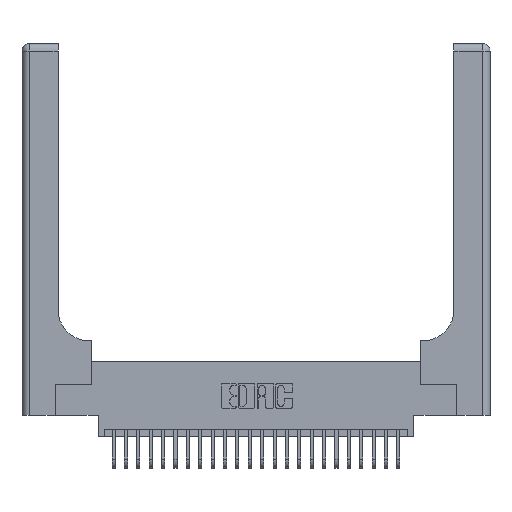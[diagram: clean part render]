
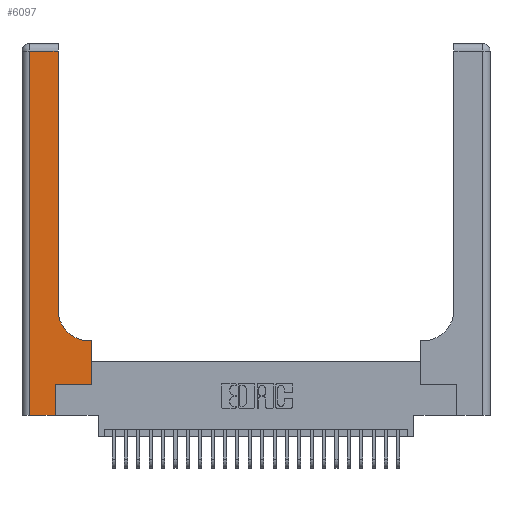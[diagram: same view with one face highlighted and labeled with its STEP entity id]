
A CAD part, top view. The second image highlights one B-rep face of the part: STEP entity #6097.
In plain terms, the highlighted planar face has unit normal (0, 0, 1).
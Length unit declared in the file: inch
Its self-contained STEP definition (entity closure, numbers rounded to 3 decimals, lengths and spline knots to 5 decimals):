
#62 = DIRECTION ( 'NONE',  ( 0., -1., 0. ) ) ;
#102 = CIRCLE ( 'NONE', #21805, 0.25 ) ;
#658 = ORIENTED_EDGE ( 'NONE', *, *, #5192, .T. ) ;
#1209 = LINE ( 'NONE', #10312, #21280 ) ;
#1508 = VERTEX_POINT ( 'NONE', #10424 ) ;
#1542 = ORIENTED_EDGE ( 'NONE', *, *, #17310, .T. ) ;
#1569 = DIRECTION ( 'NONE',  ( 0., 0., -1. ) ) ;
#1655 = LINE ( 'NONE', #12719, #21697 ) ;
#2914 = CARTESIAN_POINT ( 'NONE',  ( 0.2915, 0.6, 0.37 ) ) ;
#3066 = DIRECTION ( 'NONE',  ( 1., 0., 0. ) ) ;
#3243 = ORIENTED_EDGE ( 'NONE', *, *, #19616, .T. ) ;
#3418 = CARTESIAN_POINT ( 'NONE',  ( 0.269, 0., 0.37 ) ) ;
#3494 = CARTESIAN_POINT ( 'NONE',  ( 0., 3., 0.37 ) ) ;
#4684 = DIRECTION ( 'NONE',  ( 0., 0., -1. ) ) ;
#5142 = CARTESIAN_POINT ( 'NONE',  ( 0.269, 0.25, 0.37 ) ) ;
#5192 = EDGE_CURVE ( 'NONE', #11886, #20897, #1655, .T. ) ;
#5595 = ORIENTED_EDGE ( 'NONE', *, *, #8285, .T. ) ;
#6097 = ADVANCED_FACE ( 'NONE', ( #9000 ), #13718, .F. ) ;
#6115 = ORIENTED_EDGE ( 'NONE', *, *, #16182, .T. ) ;
#7348 = EDGE_CURVE ( 'NONE', #13925, #1508, #1209, .T. ) ;
#7856 = ORIENTED_EDGE ( 'NONE', *, *, #12331, .T. ) ;
#8198 = DIRECTION ( 'NONE',  ( -1., 0., 0. ) ) ;
#8285 = EDGE_CURVE ( 'NONE', #25302, #14880, #8568, .T. ) ;
#8507 = CARTESIAN_POINT ( 'NONE',  ( 0.2915, 0.85, 0.37 ) ) ;
#8568 = LINE ( 'NONE', #5142, #23070 ) ;
#9000 = FACE_OUTER_BOUND ( 'NONE', #25913, .T. ) ;
#10249 = EDGE_CURVE ( 'NONE', #20119, #11886, #102, .T. ) ;
#10312 = CARTESIAN_POINT ( 'NONE',  ( 0.06, 3., 0.37 ) ) ;
#10424 = CARTESIAN_POINT ( 'NONE',  ( 0.06, 0., 0.37 ) ) ;
#10982 = DIRECTION ( 'NONE',  ( -1., 0., 0. ) ) ;
#11886 = VERTEX_POINT ( 'NONE', #8507 ) ;
#12331 = EDGE_CURVE ( 'NONE', #12828, #25302, #14012, .T. ) ;
#12719 = CARTESIAN_POINT ( 'NONE',  ( 0.2915, 3., 0.37 ) ) ;
#12765 = VECTOR ( 'NONE', #20365, 39.37008 ) ;
#12828 = VERTEX_POINT ( 'NONE', #15031 ) ;
#13392 = VECTOR ( 'NONE', #19409, 39.37008 ) ;
#13718 = PLANE ( 'NONE',  #18450 ) ;
#13925 = VERTEX_POINT ( 'NONE', #15314 ) ;
#14012 = LINE ( 'NONE', #3418, #13392 ) ;
#14146 = CARTESIAN_POINT ( 'NONE',  ( 0., 2.94, 0.37 ) ) ;
#14153 = CARTESIAN_POINT ( 'NONE',  ( 0.269, 0.25, 0.37 ) ) ;
#14452 = CARTESIAN_POINT ( 'NONE',  ( 0., 0., 0.37 ) ) ;
#14661 = DIRECTION ( 'NONE',  ( 0., 1., 0. ) ) ;
#14687 = CARTESIAN_POINT ( 'NONE',  ( 0.5585, 0.25, 0.37 ) ) ;
#14759 = EDGE_CURVE ( 'NONE', #1508, #12828, #23204, .T. ) ;
#14880 = VERTEX_POINT ( 'NONE', #18706 ) ;
#15031 = CARTESIAN_POINT ( 'NONE',  ( 0.269, 0., 0.37 ) ) ;
#15286 = ORIENTED_EDGE ( 'NONE', *, *, #10249, .T. ) ;
#15314 = CARTESIAN_POINT ( 'NONE',  ( 0.06, 2.94, 0.37 ) ) ;
#15715 = DIRECTION ( 'NONE',  ( -1., 0., 0. ) ) ;
#16182 = EDGE_CURVE ( 'NONE', #22397, #20119, #25242, .T. ) ;
#16635 = DIRECTION ( 'NONE',  ( 0., 1., 0. ) ) ;
#16656 = CARTESIAN_POINT ( 'NONE',  ( 0.5415, 0.85, 0.37 ) ) ;
#17310 = EDGE_CURVE ( 'NONE', #14880, #22397, #18187, .T. ) ;
#18066 = VECTOR ( 'NONE', #8198, 39.37008 ) ;
#18187 = LINE ( 'NONE', #14687, #24613 ) ;
#18450 = AXIS2_PLACEMENT_3D ( 'NONE', #3494, #1569, #15715 ) ;
#18616 = DIRECTION ( 'NONE',  ( 1., 0., 0. ) ) ;
#18706 = CARTESIAN_POINT ( 'NONE',  ( 0.5585, 0.25, 0.37 ) ) ;
#19409 = DIRECTION ( 'NONE',  ( 0., 1., 0. ) ) ;
#19486 = ORIENTED_EDGE ( 'NONE', *, *, #7348, .T. ) ;
#19616 = EDGE_CURVE ( 'NONE', #20897, #13925, #23281, .T. ) ;
#20119 = VERTEX_POINT ( 'NONE', #23602 ) ;
#20365 = DIRECTION ( 'NONE',  ( 1., 0., 0. ) ) ;
#20897 = VERTEX_POINT ( 'NONE', #22248 ) ;
#21280 = VECTOR ( 'NONE', #62, 39.37008 ) ;
#21671 = CARTESIAN_POINT ( 'NONE',  ( 0.5585, 0.6, 0.37 ) ) ;
#21697 = VECTOR ( 'NONE', #14661, 39.37008 ) ;
#21805 = AXIS2_PLACEMENT_3D ( 'NONE', #16656, #4684, #18616 ) ;
#22248 = CARTESIAN_POINT ( 'NONE',  ( 0.2915, 2.94, 0.37 ) ) ;
#22397 = VERTEX_POINT ( 'NONE', #21671 ) ;
#22439 = ORIENTED_EDGE ( 'NONE', *, *, #14759, .T. ) ;
#23070 = VECTOR ( 'NONE', #3066, 39.37008 ) ;
#23204 = LINE ( 'NONE', #14452, #12765 ) ;
#23281 = LINE ( 'NONE', #14146, #18066 ) ;
#23602 = CARTESIAN_POINT ( 'NONE',  ( 0.5415, 0.6, 0.37 ) ) ;
#24613 = VECTOR ( 'NONE', #16635, 39.37008 ) ;
#24634 = VECTOR ( 'NONE', #10982, 39.37008 ) ;
#25242 = LINE ( 'NONE', #2914, #24634 ) ;
#25302 = VERTEX_POINT ( 'NONE', #14153 ) ;
#25913 = EDGE_LOOP ( 'NONE', ( #658, #3243, #19486, #22439, #7856, #5595, #1542, #6115, #15286 ) ) ;
